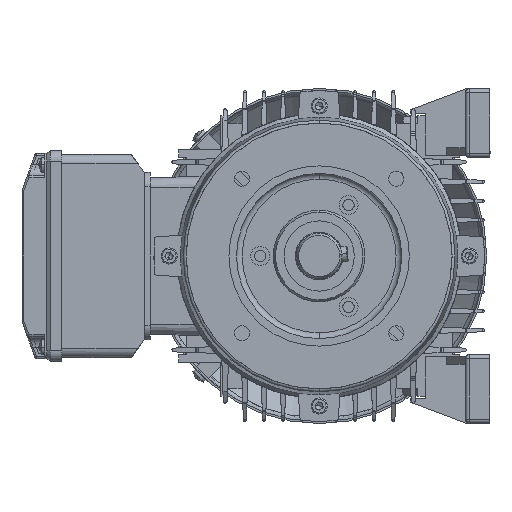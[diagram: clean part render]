
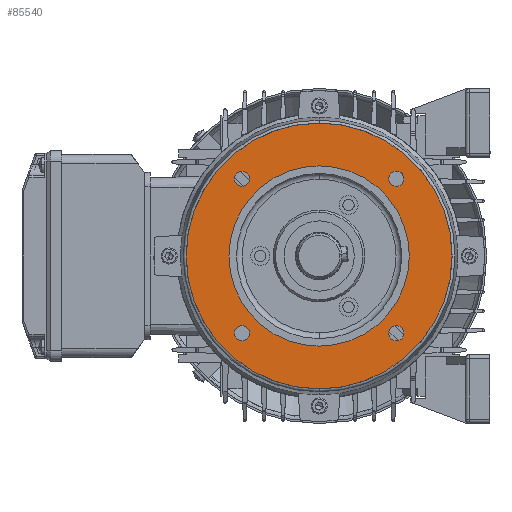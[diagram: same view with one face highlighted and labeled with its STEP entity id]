
A CAD part, left-side view. The second image highlights one B-rep face of the part: STEP entity #85540.
In plain terms, the highlighted planar face has unit normal (-1, 0, 0).
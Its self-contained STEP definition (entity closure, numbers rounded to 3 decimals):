
#583 = ORIENTED_EDGE ( 'NONE', *, *, #81513, .F. ) ;
#1738 = AXIS2_PLACEMENT_3D ( 'NONE', #20985, #103075, #10338 ) ;
#2002 = VERTEX_POINT ( 'NONE', #35323 ) ;
#4407 = EDGE_CURVE ( 'NONE', #82313, #22773, #8604, .T. ) ;
#4557 = CARTESIAN_POINT ( 'NONE',  ( 3., 0., 0. ) ) ;
#5075 = DIRECTION ( 'NONE',  ( 1., 0., 0. ) ) ;
#5550 = EDGE_CURVE ( 'NONE', #104489, #2002, #43578, .T. ) ;
#5862 = ORIENTED_EDGE ( 'NONE', *, *, #17144, .T. ) ;
#6591 = EDGE_LOOP ( 'NONE', ( #11470, #109148 ) ) ;
#6728 = CARTESIAN_POINT ( 'NONE',  ( 3., 40.659, 40.659 ) ) ;
#6783 = DIRECTION ( 'NONE',  ( 1., 0., 0. ) ) ;
#7120 = VERTEX_POINT ( 'NONE', #62846 ) ;
#7670 = VERTEX_POINT ( 'NONE', #91557 ) ;
#7857 = CARTESIAN_POINT ( 'NONE',  ( 3., 0., -70. ) ) ;
#8604 = CIRCLE ( 'NONE', #56033, 70. ) ;
#10004 = ORIENTED_EDGE ( 'NONE', *, *, #5550, .T. ) ;
#10319 = FACE_BOUND ( 'NONE', #35393, .T. ) ;
#10338 = DIRECTION ( 'NONE',  ( 0., 0., -1. ) ) ;
#11245 = CIRCLE ( 'NONE', #1738, 4. ) ;
#11470 = ORIENTED_EDGE ( 'NONE', *, *, #97338, .T. ) ;
#12050 = FACE_BOUND ( 'NONE', #67599, .T. ) ;
#12430 = ORIENTED_EDGE ( 'NONE', *, *, #32442, .T. ) ;
#13504 = VERTEX_POINT ( 'NONE', #60395 ) ;
#14008 = CARTESIAN_POINT ( 'NONE',  ( 3., 40.659, -36.659 ) ) ;
#14640 = DIRECTION ( 'NONE',  ( 0., 0., -1. ) ) ;
#15161 = ORIENTED_EDGE ( 'NONE', *, *, #104829, .T. ) ;
#15618 = AXIS2_PLACEMENT_3D ( 'NONE', #4557, #86634, #31311 ) ;
#16575 = AXIS2_PLACEMENT_3D ( 'NONE', #88371, #60980, #14640 ) ;
#17144 = EDGE_CURVE ( 'NONE', #2002, #104489, #83884, .T. ) ;
#20613 = ORIENTED_EDGE ( 'NONE', *, *, #61888, .T. ) ;
#20985 = CARTESIAN_POINT ( 'NONE',  ( 3., -40.659, -40.659 ) ) ;
#21132 = VERTEX_POINT ( 'NONE', #101922 ) ;
#21362 = ORIENTED_EDGE ( 'NONE', *, *, #49941, .T. ) ;
#22773 = VERTEX_POINT ( 'NONE', #7857 ) ;
#24244 = DIRECTION ( 'NONE',  ( 0., 0., -1. ) ) ;
#25539 = ORIENTED_EDGE ( 'NONE', *, *, #4407, .T. ) ;
#31115 = AXIS2_PLACEMENT_3D ( 'NONE', #60886, #6783, #107292 ) ;
#31201 = DIRECTION ( 'NONE',  ( -1., 0., 0. ) ) ;
#31311 = DIRECTION ( 'NONE',  ( 0., 0., 1. ) ) ;
#31760 = CIRCLE ( 'NONE', #109705, 4. ) ;
#32442 = EDGE_CURVE ( 'NONE', #110962, #59577, #69702, .T. ) ;
#33635 = DIRECTION ( 'NONE',  ( 1., 0., 0. ) ) ;
#33703 = DIRECTION ( 'NONE',  ( 0., 0., 1. ) ) ;
#34014 = CARTESIAN_POINT ( 'NONE',  ( 3., 0., 70. ) ) ;
#35323 = CARTESIAN_POINT ( 'NONE',  ( 3., 40.659, 36.659 ) ) ;
#35393 = EDGE_LOOP ( 'NONE', ( #583, #109646 ) ) ;
#36256 = ORIENTED_EDGE ( 'NONE', *, *, #71253, .T. ) ;
#37085 = FACE_OUTER_BOUND ( 'NONE', #65299, .T. ) ;
#41458 = VERTEX_POINT ( 'NONE', #104096 ) ;
#42095 = CARTESIAN_POINT ( 'NONE',  ( 3., 40.659, 40.659 ) ) ;
#43578 = CIRCLE ( 'NONE', #98671, 4. ) ;
#43739 = CARTESIAN_POINT ( 'NONE',  ( 3., -40.659, 40.659 ) ) ;
#46600 = FACE_BOUND ( 'NONE', #73195, .T. ) ;
#47274 = AXIS2_PLACEMENT_3D ( 'NONE', #43739, #33635, #106223 ) ;
#48172 = AXIS2_PLACEMENT_3D ( 'NONE', #103181, #31201, #113304 ) ;
#49941 = EDGE_CURVE ( 'NONE', #107004, #7120, #114849, .T. ) ;
#50018 = CARTESIAN_POINT ( 'NONE',  ( 3., 40.659, -44.659 ) ) ;
#52168 = AXIS2_PLACEMENT_3D ( 'NONE', #61737, #70042, #79024 ) ;
#53147 = CARTESIAN_POINT ( 'NONE',  ( 3., -40.659, -44.659 ) ) ;
#56033 = AXIS2_PLACEMENT_3D ( 'NONE', #81876, #64030, #107509 ) ;
#56091 = DIRECTION ( 'NONE',  ( 1., 0., 0. ) ) ;
#59577 = VERTEX_POINT ( 'NONE', #50018 ) ;
#60395 = CARTESIAN_POINT ( 'NONE',  ( 3., -40.659, 44.659 ) ) ;
#60886 = CARTESIAN_POINT ( 'NONE',  ( 3., -40.659, 40.659 ) ) ;
#60980 = DIRECTION ( 'NONE',  ( 1., 0., 0. ) ) ;
#61737 = CARTESIAN_POINT ( 'NONE',  ( 3., -40.659, -40.659 ) ) ;
#61888 = EDGE_CURVE ( 'NONE', #59577, #110962, #31760, .T. ) ;
#62846 = CARTESIAN_POINT ( 'NONE',  ( 3., -40.659, -36.659 ) ) ;
#64030 = DIRECTION ( 'NONE',  ( -1., 0., 0. ) ) ;
#64843 = AXIS2_PLACEMENT_3D ( 'NONE', #6728, #69166, #104895 ) ;
#65299 = EDGE_LOOP ( 'NONE', ( #25539, #15161 ) ) ;
#66894 = CIRCLE ( 'NONE', #15618, 47.5 ) ;
#67599 = EDGE_LOOP ( 'NONE', ( #5862, #10004 ) ) ;
#68658 = CARTESIAN_POINT ( 'NONE',  ( 3., 40.659, -40.659 ) ) ;
#69166 = DIRECTION ( 'NONE',  ( 1., 0., 0. ) ) ;
#69702 = CIRCLE ( 'NONE', #16575, 4. ) ;
#70042 = DIRECTION ( 'NONE',  ( 1., 0., 0. ) ) ;
#71253 = EDGE_CURVE ( 'NONE', #7120, #107004, #11245, .T. ) ;
#71792 = CIRCLE ( 'NONE', #98461, 47.5 ) ;
#73195 = EDGE_LOOP ( 'NONE', ( #21362, #36256 ) ) ;
#73919 = PLANE ( 'NONE',  #108648 ) ;
#74839 = CIRCLE ( 'NONE', #48172, 70. ) ;
#77696 = CIRCLE ( 'NONE', #47274, 4. ) ;
#78939 = CARTESIAN_POINT ( 'NONE',  ( 3., 0., 0. ) ) ;
#79024 = DIRECTION ( 'NONE',  ( 0., 0., -1. ) ) ;
#81513 = EDGE_CURVE ( 'NONE', #21132, #7670, #71792, .T. ) ;
#81876 = CARTESIAN_POINT ( 'NONE',  ( 3., 0., 0. ) ) ;
#82313 = VERTEX_POINT ( 'NONE', #34014 ) ;
#82412 = CIRCLE ( 'NONE', #31115, 4. ) ;
#83884 = CIRCLE ( 'NONE', #64843, 4. ) ;
#84026 = FACE_BOUND ( 'NONE', #114169, .T. ) ;
#85540 = ADVANCED_FACE ( 'NONE', ( #100714, #46600, #84026, #12050, #10319, #37085 ), #73919, .F. ) ;
#86565 = DIRECTION ( 'NONE',  ( 0., 0., -1. ) ) ;
#86634 = DIRECTION ( 'NONE',  ( -1., 0., 0. ) ) ;
#88371 = CARTESIAN_POINT ( 'NONE',  ( 3., 40.659, -40.659 ) ) ;
#91557 = CARTESIAN_POINT ( 'NONE',  ( 3., 0., -47.5 ) ) ;
#95143 = CARTESIAN_POINT ( 'NONE',  ( 3., 40.659, 44.659 ) ) ;
#97338 = EDGE_CURVE ( 'NONE', #41458, #13504, #77696, .T. ) ;
#98461 = AXIS2_PLACEMENT_3D ( 'NONE', #78939, #115217, #33703 ) ;
#98671 = AXIS2_PLACEMENT_3D ( 'NONE', #42095, #104598, #24244 ) ;
#100714 = FACE_BOUND ( 'NONE', #6591, .T. ) ;
#101903 = DIRECTION ( 'NONE',  ( 0., 0., -1. ) ) ;
#101922 = CARTESIAN_POINT ( 'NONE',  ( 3., 0., 47.5 ) ) ;
#103075 = DIRECTION ( 'NONE',  ( 1., 0., 0. ) ) ;
#103181 = CARTESIAN_POINT ( 'NONE',  ( 3., 0., 0. ) ) ;
#104096 = CARTESIAN_POINT ( 'NONE',  ( 3., -40.659, 36.659 ) ) ;
#104489 = VERTEX_POINT ( 'NONE', #95143 ) ;
#104598 = DIRECTION ( 'NONE',  ( 1., 0., 0. ) ) ;
#104829 = EDGE_CURVE ( 'NONE', #22773, #82313, #74839, .T. ) ;
#104895 = DIRECTION ( 'NONE',  ( 0., 0., -1. ) ) ;
#104922 = EDGE_CURVE ( 'NONE', #13504, #41458, #82412, .T. ) ;
#106223 = DIRECTION ( 'NONE',  ( 0., 0., -1. ) ) ;
#107004 = VERTEX_POINT ( 'NONE', #53147 ) ;
#107292 = DIRECTION ( 'NONE',  ( 0., 0., -1. ) ) ;
#107509 = DIRECTION ( 'NONE',  ( 0., 0., 1. ) ) ;
#108648 = AXIS2_PLACEMENT_3D ( 'NONE', #109649, #56091, #101903 ) ;
#109148 = ORIENTED_EDGE ( 'NONE', *, *, #104922, .T. ) ;
#109646 = ORIENTED_EDGE ( 'NONE', *, *, #112996, .F. ) ;
#109649 = CARTESIAN_POINT ( 'NONE',  ( 3., 47.5, 0. ) ) ;
#109705 = AXIS2_PLACEMENT_3D ( 'NONE', #68658, #5075, #86565 ) ;
#110962 = VERTEX_POINT ( 'NONE', #14008 ) ;
#112996 = EDGE_CURVE ( 'NONE', #7670, #21132, #66894, .T. ) ;
#113304 = DIRECTION ( 'NONE',  ( 0., 0., 1. ) ) ;
#114169 = EDGE_LOOP ( 'NONE', ( #20613, #12430 ) ) ;
#114849 = CIRCLE ( 'NONE', #52168, 4. ) ;
#115217 = DIRECTION ( 'NONE',  ( -1., 0., 0. ) ) ;
